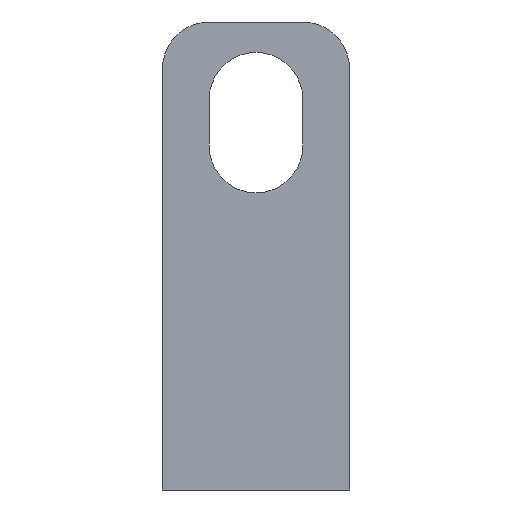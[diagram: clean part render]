
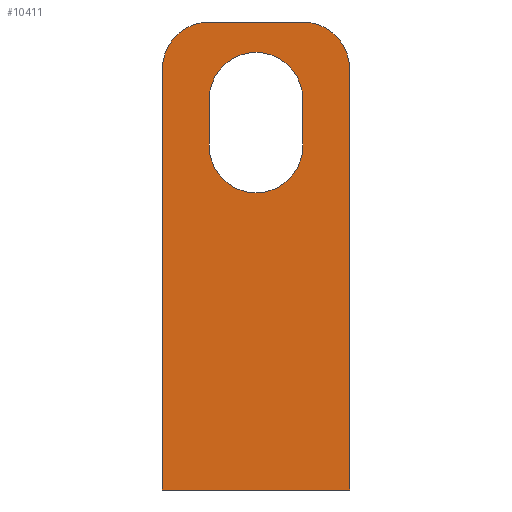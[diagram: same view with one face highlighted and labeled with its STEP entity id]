
A CAD part, left-side view. The second image highlights one B-rep face of the part: STEP entity #10411.
In plain terms, the highlighted planar face has unit normal (-1, 0, 0).
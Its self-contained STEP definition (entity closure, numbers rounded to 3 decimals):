
#254 = DIRECTION ( 'NONE',  ( 0., 0., -1. ) ) ;
#263 = VERTEX_POINT ( 'NONE', #6772 ) ;
#288 = AXIS2_PLACEMENT_3D ( 'NONE', #2401, #4007, #3268 ) ;
#311 = EDGE_CURVE ( 'NONE', #263, #4521, #2138, .T. ) ;
#393 = VERTEX_POINT ( 'NONE', #5167 ) ;
#588 = LINE ( 'NONE', #2932, #10022 ) ;
#699 = CARTESIAN_POINT ( 'NONE',  ( -4., 0., 63.5 ) ) ;
#738 = DIRECTION ( 'NONE',  ( 0., 0., 1. ) ) ;
#764 = ORIENTED_EDGE ( 'NONE', *, *, #3599, .T. ) ;
#792 = AXIS2_PLACEMENT_3D ( 'NONE', #7110, #1150, #6313 ) ;
#801 = CARTESIAN_POINT ( 'NONE',  ( -4., 0., 83.5 ) ) ;
#805 = VERTEX_POINT ( 'NONE', #1944 ) ;
#817 = CARTESIAN_POINT ( 'NONE',  ( -4., 10., 73.5 ) ) ;
#950 = AXIS2_PLACEMENT_3D ( 'NONE', #801, #7744, #5915 ) ;
#1073 = CARTESIAN_POINT ( 'NONE',  ( -4., -10., 83.5 ) ) ;
#1101 = DIRECTION ( 'NONE',  ( 0., 0., 1. ) ) ;
#1150 = DIRECTION ( 'NONE',  ( -1., 0., 0. ) ) ;
#1431 = VERTEX_POINT ( 'NONE', #9334 ) ;
#1472 = FACE_OUTER_BOUND ( 'NONE', #6308, .T. ) ;
#1523 = CIRCLE ( 'NONE', #288, 10. ) ;
#1559 = CARTESIAN_POINT ( 'NONE',  ( -4., 0., 0. ) ) ;
#1628 = VECTOR ( 'NONE', #1101, 1000. ) ;
#1704 = CARTESIAN_POINT ( 'NONE',  ( -4., 20., 0. ) ) ;
#1707 = CARTESIAN_POINT ( 'NONE',  ( -4., 0., 73.5 ) ) ;
#1709 = PLANE ( 'NONE',  #5872 ) ;
#1829 = VERTEX_POINT ( 'NONE', #7692 ) ;
#1917 = DIRECTION ( 'NONE',  ( -1., 0., 0. ) ) ;
#1944 = CARTESIAN_POINT ( 'NONE',  ( -4., 10., 100. ) ) ;
#2005 = ORIENTED_EDGE ( 'NONE', *, *, #8222, .T. ) ;
#2043 = ORIENTED_EDGE ( 'NONE', *, *, #5677, .F. ) ;
#2138 = LINE ( 'NONE', #1704, #5224 ) ;
#2401 = CARTESIAN_POINT ( 'NONE',  ( -4., 0., 73.5 ) ) ;
#2568 = EDGE_CURVE ( 'NONE', #6808, #263, #5857, .T. ) ;
#2711 = DIRECTION ( 'NONE',  ( 1., 0., 0. ) ) ;
#2932 = CARTESIAN_POINT ( 'NONE',  ( -4., -20., 100. ) ) ;
#2953 = VECTOR ( 'NONE', #738, 1000. ) ;
#3120 = LINE ( 'NONE', #1073, #5670 ) ;
#3268 = DIRECTION ( 'NONE',  ( 0., 0., -1. ) ) ;
#3405 = DIRECTION ( 'NONE',  ( 0., 0., -1. ) ) ;
#3550 = VERTEX_POINT ( 'NONE', #8543 ) ;
#3599 = EDGE_CURVE ( 'NONE', #1431, #1829, #9510, .T. ) ;
#3772 = CARTESIAN_POINT ( 'NONE',  ( -4., -10., 90. ) ) ;
#3870 = VERTEX_POINT ( 'NONE', #699 ) ;
#3936 = AXIS2_PLACEMENT_3D ( 'NONE', #3772, #1917, #7053 ) ;
#4007 = DIRECTION ( 'NONE',  ( 1., 0., 0. ) ) ;
#4178 = FACE_BOUND ( 'NONE', #4997, .T. ) ;
#4305 = ORIENTED_EDGE ( 'NONE', *, *, #8055, .T. ) ;
#4516 = CARTESIAN_POINT ( 'NONE',  ( -4., -10., 100. ) ) ;
#4521 = VERTEX_POINT ( 'NONE', #7852 ) ;
#4690 = DIRECTION ( 'NONE',  ( 0., -1., 0. ) ) ;
#4774 = CARTESIAN_POINT ( 'NONE',  ( -4., -20., 0. ) ) ;
#4786 = ORIENTED_EDGE ( 'NONE', *, *, #9828, .T. ) ;
#4997 = EDGE_LOOP ( 'NONE', ( #764, #2005, #4305, #10407, #4786 ) ) ;
#5034 = ORIENTED_EDGE ( 'NONE', *, *, #311, .F. ) ;
#5035 = EDGE_CURVE ( 'NONE', #805, #3550, #7795, .T. ) ;
#5167 = CARTESIAN_POINT ( 'NONE',  ( -4., -10., 73.5 ) ) ;
#5224 = VECTOR ( 'NONE', #6702, 1000. ) ;
#5281 = AXIS2_PLACEMENT_3D ( 'NONE', #1707, #2711, #3405 ) ;
#5317 = EDGE_CURVE ( 'NONE', #3870, #5414, #1523, .T. ) ;
#5408 = ORIENTED_EDGE ( 'NONE', *, *, #5035, .T. ) ;
#5414 = VERTEX_POINT ( 'NONE', #817 ) ;
#5670 = VECTOR ( 'NONE', #254, 1000. ) ;
#5677 = EDGE_CURVE ( 'NONE', #805, #6105, #588, .T. ) ;
#5857 = LINE ( 'NONE', #4774, #9252 ) ;
#5872 = AXIS2_PLACEMENT_3D ( 'NONE', #1559, #9198, #6708 ) ;
#5915 = DIRECTION ( 'NONE',  ( 0., 0., -1. ) ) ;
#6105 = VERTEX_POINT ( 'NONE', #4516 ) ;
#6268 = CARTESIAN_POINT ( 'NONE',  ( -4., 20., 100. ) ) ;
#6308 = EDGE_LOOP ( 'NONE', ( #9331, #6706, #2043, #5408, #6398, #5034 ) ) ;
#6313 = DIRECTION ( 'NONE',  ( 0., 0., 1. ) ) ;
#6398 = ORIENTED_EDGE ( 'NONE', *, *, #8889, .F. ) ;
#6702 = DIRECTION ( 'NONE',  ( 0., 1., 0. ) ) ;
#6706 = ORIENTED_EDGE ( 'NONE', *, *, #8559, .T. ) ;
#6708 = DIRECTION ( 'NONE',  ( 0., 0., 1. ) ) ;
#6772 = CARTESIAN_POINT ( 'NONE',  ( -4., -20., 0. ) ) ;
#6808 = VERTEX_POINT ( 'NONE', #7864 ) ;
#7053 = DIRECTION ( 'NONE',  ( 0., 0., 1. ) ) ;
#7094 = LINE ( 'NONE', #6268, #1628 ) ;
#7110 = CARTESIAN_POINT ( 'NONE',  ( -4., 10., 90. ) ) ;
#7692 = CARTESIAN_POINT ( 'NONE',  ( -4., -10., 83.5 ) ) ;
#7744 = DIRECTION ( 'NONE',  ( 1., 0., 0. ) ) ;
#7795 = CIRCLE ( 'NONE', #792, 10. ) ;
#7852 = CARTESIAN_POINT ( 'NONE',  ( -4., 20., 0. ) ) ;
#7864 = CARTESIAN_POINT ( 'NONE',  ( -4., -20., 90. ) ) ;
#8055 = EDGE_CURVE ( 'NONE', #393, #3870, #10790, .T. ) ;
#8222 = EDGE_CURVE ( 'NONE', #1829, #393, #3120, .T. ) ;
#8543 = CARTESIAN_POINT ( 'NONE',  ( -4., 20., 90. ) ) ;
#8559 = EDGE_CURVE ( 'NONE', #6808, #6105, #9066, .T. ) ;
#8889 = EDGE_CURVE ( 'NONE', #4521, #3550, #7094, .T. ) ;
#8896 = DIRECTION ( 'NONE',  ( 0., 0., -1. ) ) ;
#9066 = CIRCLE ( 'NONE', #3936, 10. ) ;
#9198 = DIRECTION ( 'NONE',  ( -1., 0., 0. ) ) ;
#9252 = VECTOR ( 'NONE', #8896, 1000. ) ;
#9331 = ORIENTED_EDGE ( 'NONE', *, *, #2568, .F. ) ;
#9334 = CARTESIAN_POINT ( 'NONE',  ( -4., 10., 83.5 ) ) ;
#9510 = CIRCLE ( 'NONE', #950, 10. ) ;
#9828 = EDGE_CURVE ( 'NONE', #5414, #1431, #10106, .T. ) ;
#10022 = VECTOR ( 'NONE', #4690, 1000. ) ;
#10106 = LINE ( 'NONE', #10957, #2953 ) ;
#10407 = ORIENTED_EDGE ( 'NONE', *, *, #5317, .T. ) ;
#10411 = ADVANCED_FACE ( 'NONE', ( #4178, #1472 ), #1709, .T. ) ;
#10790 = CIRCLE ( 'NONE', #5281, 10. ) ;
#10957 = CARTESIAN_POINT ( 'NONE',  ( -4., 10., 83.5 ) ) ;
